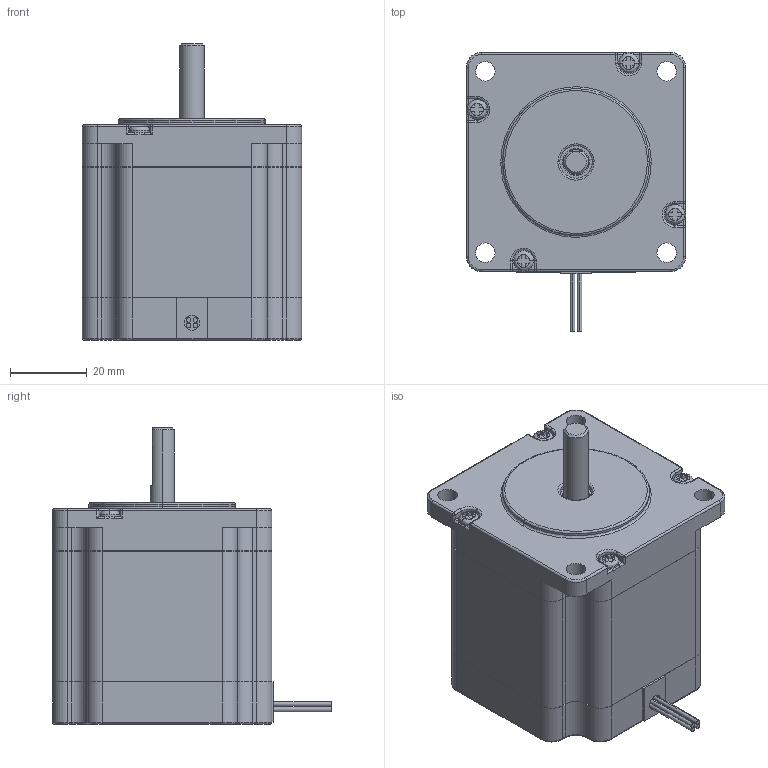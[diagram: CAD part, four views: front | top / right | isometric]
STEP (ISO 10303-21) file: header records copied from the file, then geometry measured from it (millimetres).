
FILE_DESCRIPTION (( 'STEP AP214' ), '1' );
FILE_NAME ('23HM22-2804S.STEP', '2018-03-06T05:13:27', ( '' ), ( '' ), 'SwSTEP 2.0', 'SolidWorks 2014', '' );
FILE_SCHEMA (( 'AUTOMOTIVE_DESIGN' ));
Length unit declared in the file: millimetre
Products named in the file (1): 23HM22-2804S
Bounding box: 57 x 72.5 x 77 mm (x, y, z)
Volume: 166673.8 mm3; surface area: 19507.2 mm2
Topology: 1 solids, 1 shells, 380 faces, 991 edges, 621 vertices
Faces by surface type: plane 169, cylinder 157, bspline 49, cone 5
Entity records: 17011 total; most frequent: CARTESIAN_POINT 3717, ORIENTED_EDGE 1966, DIRECTION 1850, EDGE_CURVE 983, AXIS2_PLACEMENT_3D 656, VERTEX_POINT 621, LINE 538, VECTOR 538
